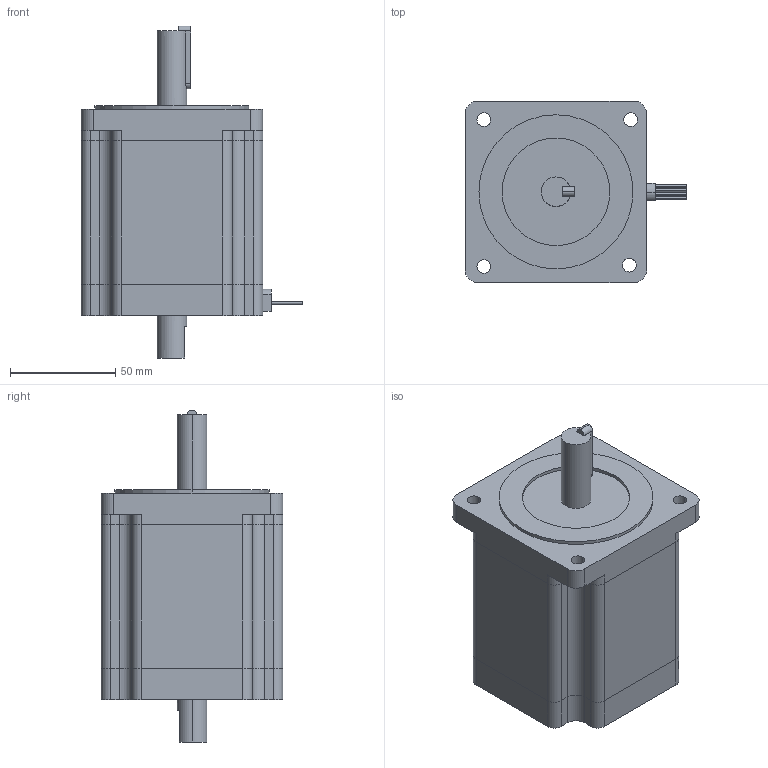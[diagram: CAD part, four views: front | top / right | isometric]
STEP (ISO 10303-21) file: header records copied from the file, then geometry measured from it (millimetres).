
FILE_DESCRIPTION (( 'STEP AP214' ), '1' );
FILE_NAME ('86HS9860B4J.STEP', '2023-06-05T06:07:25', ( 'Windows 蚚誧' ), ( 'Organization' ), 'SwSTEP 2.0', 'SolidWorks 2021', '' );
FILE_SCHEMA (( 'AUTOMOTIVE_DESIGN' ));
Length unit declared in the file: millimetre
Products named in the file (1): 86HS9860B4J
Bounding box: 105 x 86 x 157.36 mm (x, y, z)
Volume: 661587 mm3; surface area: 76951.1 mm2
Topology: 3 solids, 3 shells, 140 faces, 370 edges, 245 vertices
Faces by surface type: cylinder 71, plane 69
Entity records: 4672 total; most frequent: DIRECTION 794, CARTESIAN_POINT 788, ORIENTED_EDGE 740, EDGE_CURVE 370, AXIS2_PLACEMENT_3D 285, VERTEX_POINT 245, LINE 224, VECTOR 224
